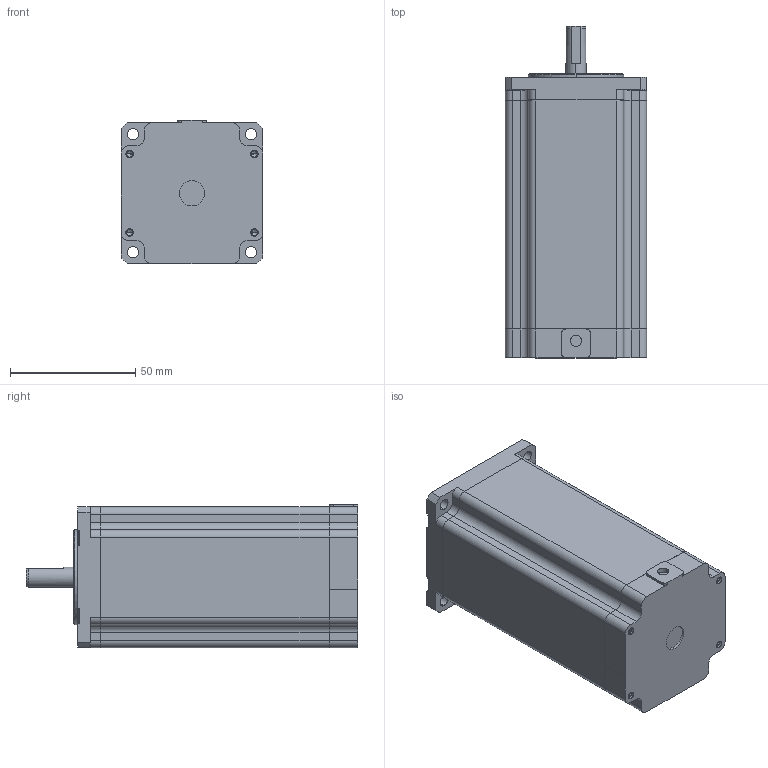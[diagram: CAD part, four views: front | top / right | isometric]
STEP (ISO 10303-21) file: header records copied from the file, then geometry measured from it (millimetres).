
FILE_DESCRIPTION(('FreeCAD Model'),'2;1');
FILE_NAME('MST234x437LxxxxUL.step', '2020-07-13T12:05:51',('Author'),(''), 'Open CASCADE STEP processor 7.3','FreeCAD','Unknown');
FILE_SCHEMA(('AUTOMOTIVE_DESIGN { 1 0 10303 214 1 1 1 1 }'));
Length unit declared in the file: millimetre
Products named in the file (3): MST234x437LxxxxUL; SOLID; COMPOUND
Assembly tree (2 placements, depth 2):
  MST234x437LxxxxUL
    SOLID
    COMPOUND
Bounding box: 56.4 x 132.6 x 57.4 mm (x, y, z)
Volume: 32621 mm3; surface area: 40452.8 mm2
Topology: 1 solids, 6 shells, 413 faces, 6383 edges, 32619 vertices
Faces by surface type: plane 156, cylinder 122, torus 56, bspline 48, cone 31
Entity records: 148233 total; most frequent: CARTESIAN_POINT 63124, DIRECTION 10669, GEOMETRIC_CURVE_SET 5329, TRIMMED_CURVE 5328, LINE 4751, VECTOR 4751, STYLED_ITEM 4115, PRESENTATION_STYLE_ASSIGNMENT 4115
